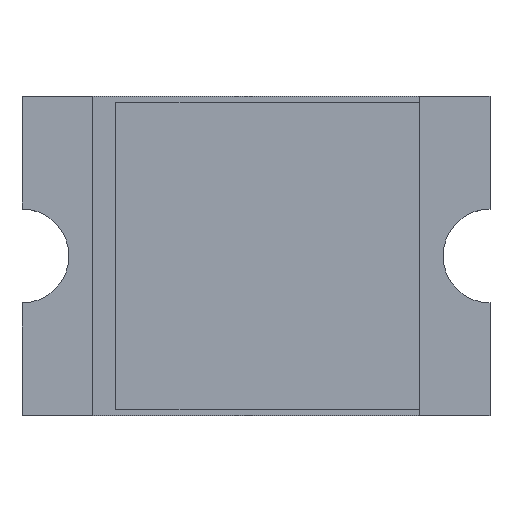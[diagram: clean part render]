
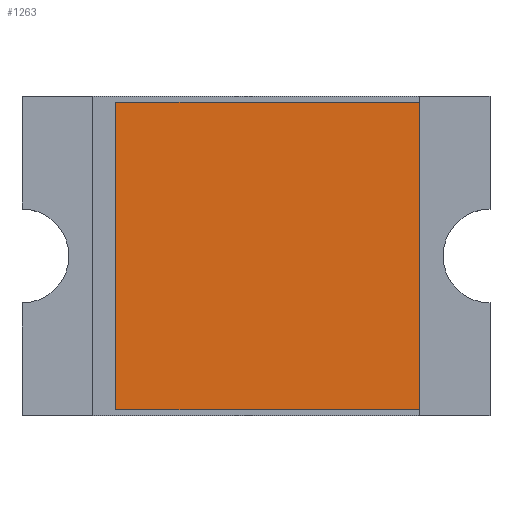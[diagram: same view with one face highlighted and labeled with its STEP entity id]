
A CAD part, top view. The second image highlights one B-rep face of the part: STEP entity #1263.
In plain terms, the highlighted planar face has unit normal (0, 0, 1).
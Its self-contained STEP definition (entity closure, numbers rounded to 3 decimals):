
#1154 = VERTEX_POINT('',#1155);
#1155 = CARTESIAN_POINT('',(-2.39,-2.62,0.71));
#1161 = EDGE_CURVE('',#1162,#1154,#1164,.T.);
#1162 = VERTEX_POINT('',#1163);
#1163 = CARTESIAN_POINT('',(-2.39,2.62,0.71));
#1164 = LINE('',#1165,#1166);
#1165 = CARTESIAN_POINT('',(-2.39,2.62,0.71));
#1166 = VECTOR('',#1167,1.);
#1167 = DIRECTION('',(0.,-1.,0.));
#1192 = VERTEX_POINT('',#1193);
#1193 = CARTESIAN_POINT('',(2.79,-2.62,0.71));
#1199 = EDGE_CURVE('',#1154,#1192,#1200,.T.);
#1200 = LINE('',#1201,#1202);
#1201 = CARTESIAN_POINT('',(-2.39,-2.62,0.71));
#1202 = VECTOR('',#1203,1.);
#1203 = DIRECTION('',(1.,0.,0.));
#1223 = VERTEX_POINT('',#1224);
#1224 = CARTESIAN_POINT('',(2.79,2.62,0.71));
#1230 = EDGE_CURVE('',#1192,#1223,#1231,.T.);
#1231 = LINE('',#1232,#1233);
#1232 = CARTESIAN_POINT('',(2.79,2.62,0.71));
#1233 = VECTOR('',#1234,1.);
#1234 = DIRECTION('',(-0.,1.,0.));
#1252 = EDGE_CURVE('',#1223,#1162,#1253,.T.);
#1253 = LINE('',#1254,#1255);
#1254 = CARTESIAN_POINT('',(-2.39,2.62,0.71));
#1255 = VECTOR('',#1256,1.);
#1256 = DIRECTION('',(-1.,0.,-0.));
#1263 = ADVANCED_FACE('',(#1264),#1270,.T.);
#1264 = FACE_BOUND('',#1265,.T.);
#1265 = EDGE_LOOP('',(#1266,#1267,#1268,#1269));
#1266 = ORIENTED_EDGE('',*,*,#1161,.T.);
#1267 = ORIENTED_EDGE('',*,*,#1199,.T.);
#1268 = ORIENTED_EDGE('',*,*,#1230,.T.);
#1269 = ORIENTED_EDGE('',*,*,#1252,.T.);
#1270 = PLANE('',#1271);
#1271 = AXIS2_PLACEMENT_3D('',#1272,#1273,#1274);
#1272 = CARTESIAN_POINT('',(0.,0.,0.71));
#1273 = DIRECTION('',(0.,0.,1.));
#1274 = DIRECTION('',(0.,-1.,0.));
